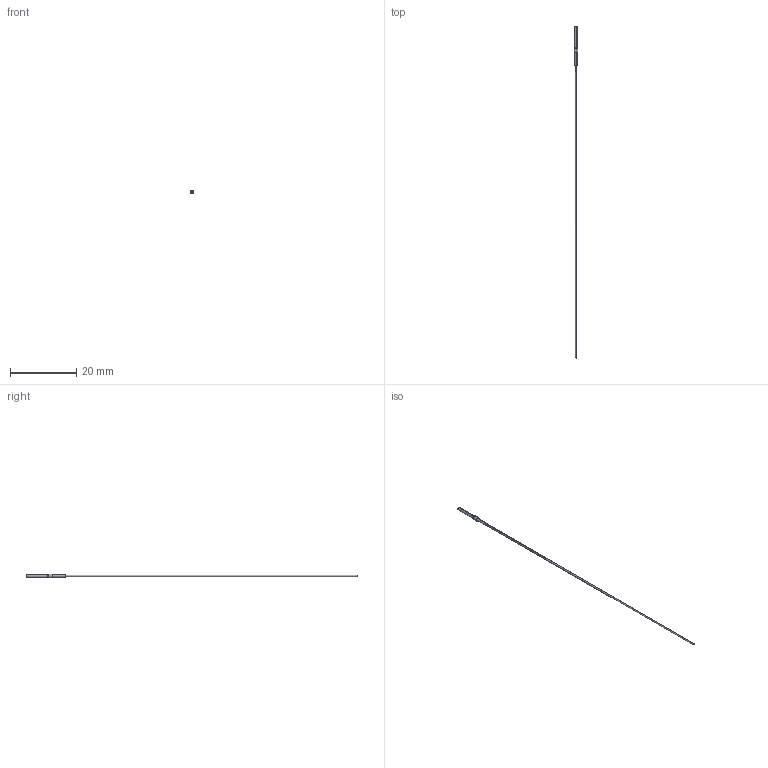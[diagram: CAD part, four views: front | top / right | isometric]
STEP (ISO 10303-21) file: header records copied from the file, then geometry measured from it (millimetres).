
FILE_DESCRIPTION (( 'STEP AP203' ), '1' );
FILE_NAME ('INGUN_SE-050_V-30.STEP', '2022-05-18T06:40:09', ( 'ochi' ), ( '' ), 'SwSTEP 2.0', 'SolidWorks 2018', '' );
FILE_SCHEMA (( 'CONFIG_CONTROL_DESIGN' ));
Length unit declared in the file: millimetre
Products named in the file (1): INGUN_SE-050_V-30
Bounding box: 1.2 x 100 x 1.2 mm (x, y, z)
Volume: 22.2 mm3; surface area: 186.9 mm2
Topology: 1 solids, 1 shells, 95 faces, 259 edges, 167 vertices
Faces by surface type: plane 43, bspline 22, cylinder 20, cone 6, torus 4
Entity records: 3274 total; most frequent: CARTESIAN_POINT 962, ORIENTED_EDGE 514, DIRECTION 405, EDGE_CURVE 257, VERTEX_POINT 167, AXIS2_PLACEMENT_3D 160, EDGE_LOOP 98, ADVANCED_FACE 95
